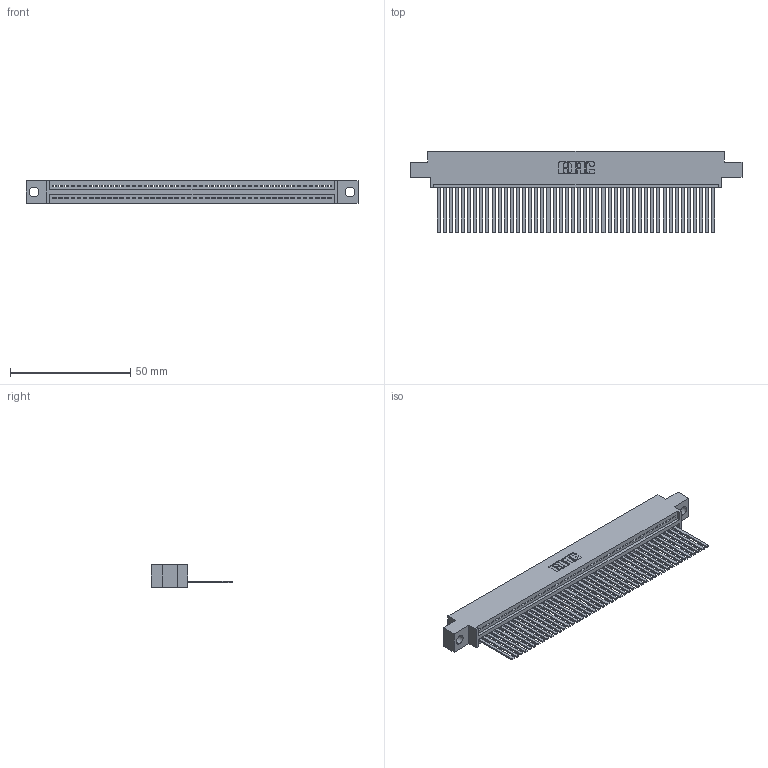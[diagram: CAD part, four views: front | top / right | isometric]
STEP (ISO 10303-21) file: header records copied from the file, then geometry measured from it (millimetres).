
FILE_DESCRIPTION (( 'STEP AP203' ), '1' );
FILE_NAME ('345-046-544-604.STEP', '2018-09-10T03:05:17', ( '' ), ( '' ), 'SwSTEP 2.0', 'SolidWorks 2016', '' );
FILE_SCHEMA (( 'CONFIG_CONTROL_DESIGN' ));
Length unit declared in the file: inch
Products named in the file (3): 345 Part_0.170 Offset - 0.156 Dia-TH; 345-292-001_345-293-144; 345-046-544-604
Assembly tree (47 placements, depth 2):
  345-046-544-604
    345 Part_0.170 Offset - 0.156 Dia-TH
    345-292-001_345-293-144  x46
Bounding box: 138.05 x 33.96 x 9.4 mm (x, y, z)
Volume: 13476.3 mm3; surface area: 19497.8 mm2
Topology: 47 solids, 47 shells, 2522 faces, 7621 edges, 5018 vertices
Faces by surface type: plane 1740, cylinder 782
Entity records: 34033 total; most frequent: CARTESIAN_POINT 5902, ORIENTED_EDGE 5882, DIRECTION 5145, EDGE_CURVE 2941, LINE 2629, VECTOR 2629, VERTEX_POINT 1958, AXIS2_PLACEMENT_3D 1258
